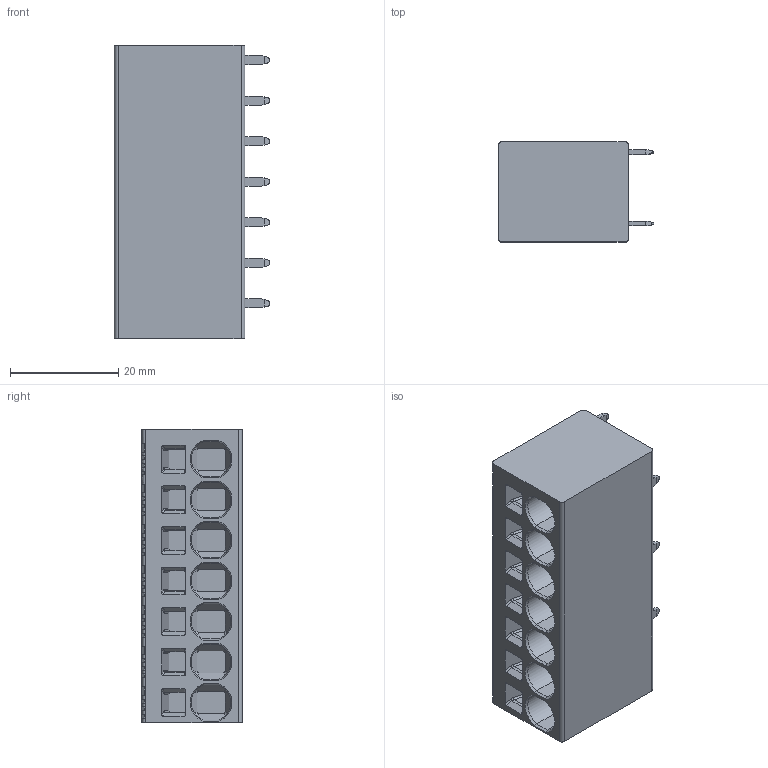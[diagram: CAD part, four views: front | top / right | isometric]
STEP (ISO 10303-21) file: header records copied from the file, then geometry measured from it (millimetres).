
FILE_DESCRIPTION((''),'2;1');
FILE_NAME('TLM-404VA','2024-09-21T',('sj'),(''),'PRO/ENGINEER BY PARAMETRIC TECHNOLOGY CORPORATION, 2013240','PRO/ENGINEER BY PARAMETRIC TECHNOLOGY CORPORATION, 2013240','');
FILE_SCHEMA(('AUTOMOTIVE_DESIGN_CC2 { 1 2 10303 214 -1 1 5 2 }'));
Length unit declared in the file: millimetre
Products named in the file (1): TLM-404VA
Bounding box: 28.75 x 18.5 x 54.3 mm (x, y, z)
Volume: 21541.4 mm3; surface area: 7449.2 mm2
Topology: 1 solids, 1 shells, 451 faces, 1200 edges, 772 vertices
Faces by surface type: plane 286, cylinder 123, cone 14, torus 14, bspline 14
Entity records: 14718 total; most frequent: CARTESIAN_POINT 3805, ORIENTED_EDGE 2400, DIRECTION 2054, EDGE_CURVE 1200, VECTOR 800, LINE 800, VERTEX_POINT 772, AXIS2_PLACEMENT_3D 627
